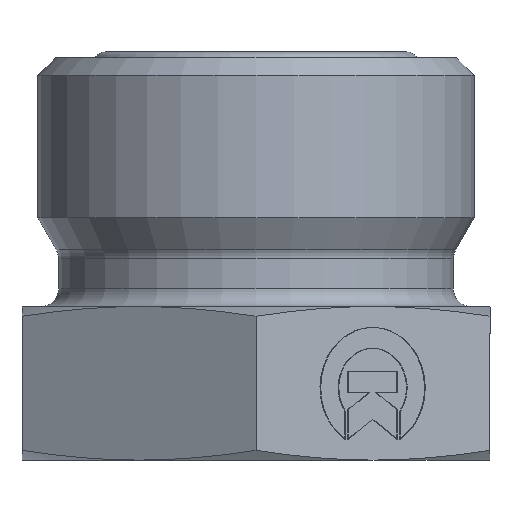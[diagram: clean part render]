
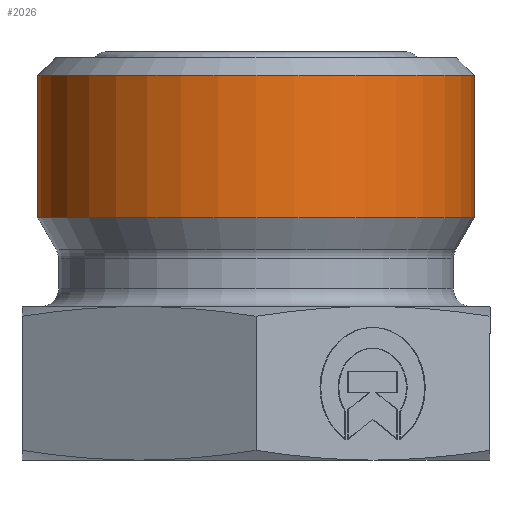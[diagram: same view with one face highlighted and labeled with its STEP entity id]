
A CAD part, front view. The second image highlights one B-rep face of the part: STEP entity #2026.
In plain terms, the highlighted cylindrical face has radius 14.925 mm (diameter 29.85 mm), a full revolution.
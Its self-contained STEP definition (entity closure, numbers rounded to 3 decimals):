
#1992=CARTESIAN_POINT('',(14.925,0.,26.3));
#1993=VERTEX_POINT('',#1992);
#1994=CARTESIAN_POINT('',(0.0,0.0,26.3));
#1995=DIRECTION('',(0.0,0.0,1.0));
#1996=DIRECTION('',(-1.0,0.0,0.0));
#1997=AXIS2_PLACEMENT_3D('',#1994,#1995,#1996);
#1998=CIRCLE('',#1997,14.925);
#1999=EDGE_CURVE('',#1993,#1993,#1998,.T.);
#2007=CARTESIAN_POINT('',(0.0,0.0,27.5));
#2008=DIRECTION('',(0.0,0.0,-1.0));
#2009=DIRECTION('',(-1.0,0.0,0.0));
#2010=AXIS2_PLACEMENT_3D('',#2007,#2008,#2009);
#2011=CYLINDRICAL_SURFACE('',#2010,14.925);
#2012=CARTESIAN_POINT('',(0.,14.925,16.568));
#2013=VERTEX_POINT('',#2012);
#2014=CARTESIAN_POINT('',(0.0,0.0,16.568));
#2015=DIRECTION('',(0.0,0.0,1.0));
#2016=DIRECTION('',(-1.0,0.0,0.0));
#2017=AXIS2_PLACEMENT_3D('',#2014,#2015,#2016);
#2018=CIRCLE('',#2017,14.925);
#2019=EDGE_CURVE('',#2013,#2013,#2018,.T.);
#2020=ORIENTED_EDGE('',*,*,#2019,.T.);
#2021=EDGE_LOOP('',(#2020));
#2022=FACE_OUTER_BOUND('',#2021,.T.);
#2023=ORIENTED_EDGE('',*,*,#1999,.F.);
#2024=EDGE_LOOP('',(#2023));
#2025=FACE_BOUND('',#2024,.T.);
#2026=ADVANCED_FACE('',(#2022,#2025),#2011,.T.);
